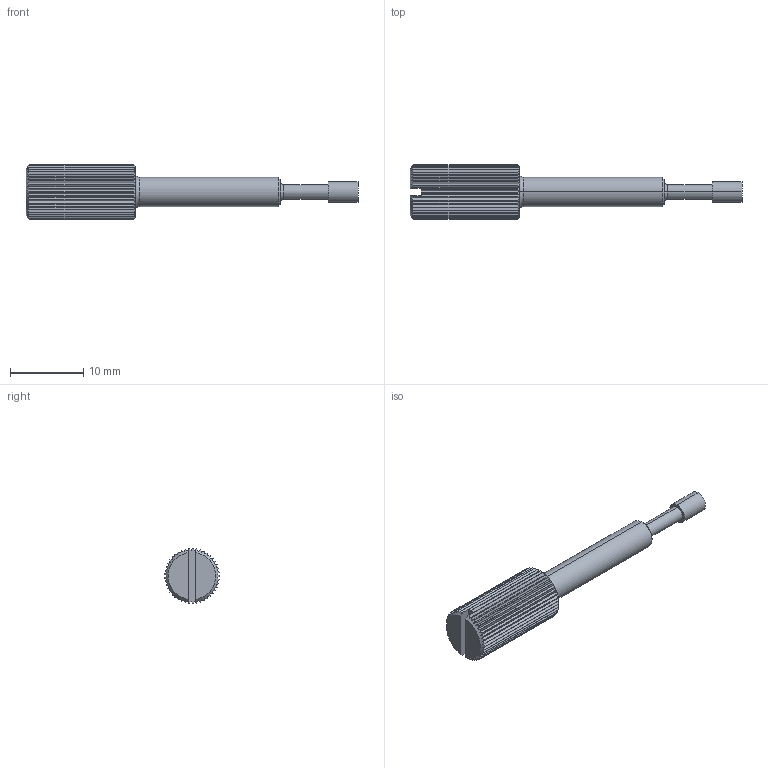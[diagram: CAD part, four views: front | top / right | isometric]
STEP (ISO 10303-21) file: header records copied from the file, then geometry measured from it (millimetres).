
FILE_DESCRIPTION (( 'STEP AP203' ), '1' );
FILE_NAME ('TS-CS2N25.STEP', '2010-06-04T15:44:31', ( 'x' ), ( 'Microsoft' ), 'SwSTEP 2.0', 'SolidWorks 2010', '' );
FILE_SCHEMA (( 'CONFIG_CONTROL_DESIGN' ));
Length unit declared in the file: inch
Products named in the file (1): TS-CS2N25
Bounding box: 45.47 x 7.51 x 7.51 mm (x, y, z)
Volume: 904.1 mm3; surface area: 906.3 mm2
Topology: 1 solids, 1 shells, 204 faces, 501 edges, 302 vertices
Faces by surface type: plane 99, cylinder 51, cone 50, torus 4
Entity records: 6175 total; most frequent: CARTESIAN_POINT 1545, ORIENTED_EDGE 1002, DIRECTION 892, EDGE_CURVE 501, AXIS2_PLACEMENT_3D 365, VERTEX_POINT 302, EDGE_LOOP 207, ADVANCED_FACE 204
